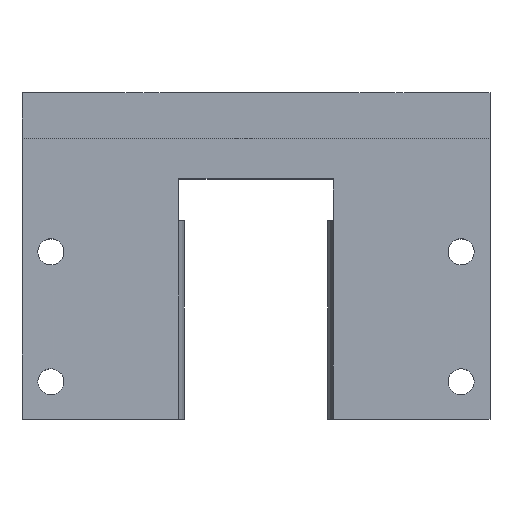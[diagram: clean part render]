
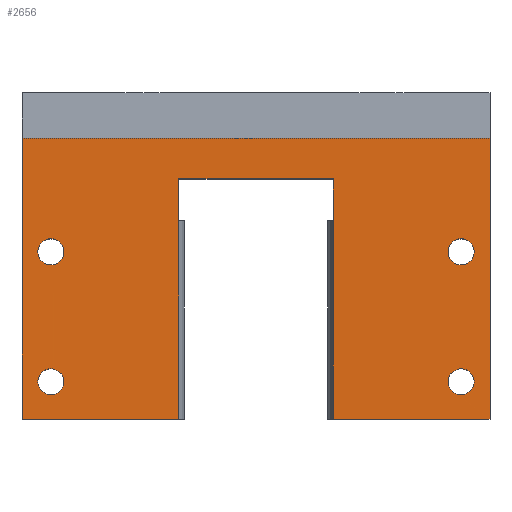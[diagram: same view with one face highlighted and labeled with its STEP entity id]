
A CAD part, top view. The second image highlights one B-rep face of the part: STEP entity #2656.
In plain terms, the highlighted planar face has unit normal (0, 0, 1).
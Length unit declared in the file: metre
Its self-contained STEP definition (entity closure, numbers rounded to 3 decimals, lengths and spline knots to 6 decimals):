
#74=B_SPLINE_CURVE_WITH_KNOTS('',3,(#3696,#3697,#3698,#3699,#3700,#3701,
#3702),.UNSPECIFIED.,.F.,.F.,(4,1,1,1,4),(0.,0.25,0.5,0.75,1.),
 .UNSPECIFIED.);
#75=B_SPLINE_CURVE_WITH_KNOTS('',3,(#3706,#3707,#3708,#3709,#3710,#3711,
#3712),.UNSPECIFIED.,.F.,.F.,(4,1,1,1,4),(0.,0.25,0.5,0.75,1.),
 .UNSPECIFIED.);
#152=CIRCLE('',#2824,0.0017);
#153=CIRCLE('',#2825,0.0017);
#154=CIRCLE('',#2826,0.0017);
#155=CIRCLE('',#2827,0.0017);
#235=ORIENTED_EDGE('',*,*,#1041,.F.);
#236=ORIENTED_EDGE('',*,*,#1042,.T.);
#237=ORIENTED_EDGE('',*,*,#1040,.T.);
#238=ORIENTED_EDGE('',*,*,#1043,.F.);
#239=ORIENTED_EDGE('',*,*,#1044,.T.);
#240=ORIENTED_EDGE('',*,*,#1045,.T.);
#241=ORIENTED_EDGE('',*,*,#1046,.T.);
#242=ORIENTED_EDGE('',*,*,#1047,.F.);
#243=ORIENTED_EDGE('',*,*,#1048,.T.);
#244=ORIENTED_EDGE('',*,*,#1049,.T.);
#245=ORIENTED_EDGE('',*,*,#1050,.F.);
#246=ORIENTED_EDGE('',*,*,#1051,.T.);
#247=ORIENTED_EDGE('',*,*,#1052,.T.);
#248=ORIENTED_EDGE('',*,*,#1053,.F.);
#249=ORIENTED_EDGE('',*,*,#1054,.F.);
#250=ORIENTED_EDGE('',*,*,#1055,.T.);
#1040=EDGE_CURVE('',#1430,#1443,#1709,.T.);
#1041=EDGE_CURVE('',#1444,#1445,#1710,.T.);
#1042=EDGE_CURVE('',#1444,#1430,#1711,.T.);
#1043=EDGE_CURVE('',#1446,#1443,#1712,.T.);
#1044=EDGE_CURVE('',#1446,#1447,#1713,.T.);
#1045=EDGE_CURVE('',#1447,#1448,#1714,.T.);
#1046=EDGE_CURVE('',#1448,#1449,#1715,.T.);
#1047=EDGE_CURVE('',#1450,#1449,#1716,.T.);
#1048=EDGE_CURVE('',#1450,#1451,#1717,.T.);
#1049=EDGE_CURVE('',#1451,#1445,#1718,.T.);
#1050=EDGE_CURVE('',#1452,#1453,#74,.F.);
#1051=EDGE_CURVE('',#1452,#1453,#152,.F.);
#1052=EDGE_CURVE('',#1454,#1455,#75,.T.);
#1053=EDGE_CURVE('',#1454,#1455,#153,.F.);
#1054=EDGE_CURVE('',#1456,#1456,#154,.F.);
#1055=EDGE_CURVE('',#1457,#1457,#155,.F.);
#1430=VERTEX_POINT('',#3650);
#1443=VERTEX_POINT('',#3676);
#1444=VERTEX_POINT('',#3680);
#1445=VERTEX_POINT('',#3681);
#1446=VERTEX_POINT('',#3684);
#1447=VERTEX_POINT('',#3686);
#1448=VERTEX_POINT('',#3688);
#1449=VERTEX_POINT('',#3690);
#1450=VERTEX_POINT('',#3692);
#1451=VERTEX_POINT('',#3694);
#1452=VERTEX_POINT('',#3703);
#1453=VERTEX_POINT('',#3704);
#1454=VERTEX_POINT('',#3713);
#1455=VERTEX_POINT('',#3714);
#1456=VERTEX_POINT('',#3717);
#1457=VERTEX_POINT('',#3719);
#1709=LINE('',#3677,#1980);
#1710=LINE('',#3679,#1981);
#1711=LINE('',#3682,#1982);
#1712=LINE('',#3683,#1983);
#1713=LINE('',#3685,#1984);
#1714=LINE('',#3687,#1985);
#1715=LINE('',#3689,#1986);
#1716=LINE('',#3691,#1987);
#1717=LINE('',#3693,#1988);
#1718=LINE('',#3695,#1989);
#1980=VECTOR('',#3033,1.);
#1981=VECTOR('',#3036,1.);
#1982=VECTOR('',#3037,1.);
#1983=VECTOR('',#3038,1.);
#1984=VECTOR('',#3039,1.);
#1985=VECTOR('',#3040,1.);
#1986=VECTOR('',#3041,1.);
#1987=VECTOR('',#3042,1.);
#1988=VECTOR('',#3043,1.);
#1989=VECTOR('',#3044,1.);
#2234=EDGE_LOOP('',(#235,#236,#237,#238,#239,#240,#241,#242,#243,#244));
#2235=EDGE_LOOP('',(#245,#246));
#2236=EDGE_LOOP('',(#247,#248));
#2237=EDGE_LOOP('',(#249));
#2238=EDGE_LOOP('',(#250));
#2403=FACE_BOUND('',#2234,.T.);
#2404=FACE_BOUND('',#2235,.T.);
#2405=FACE_BOUND('',#2236,.T.);
#2406=FACE_BOUND('',#2237,.T.);
#2407=FACE_BOUND('',#2238,.T.);
#2572=PLANE('',#2823);
#2656=ADVANCED_FACE('',(#2403,#2404,#2405,#2406,#2407),#2572,.T.);
#2823=AXIS2_PLACEMENT_3D('',#3678,#3034,#3035);
#2824=AXIS2_PLACEMENT_3D('',#3705,#3045,#3046);
#2825=AXIS2_PLACEMENT_3D('',#3715,#3047,#3048);
#2826=AXIS2_PLACEMENT_3D('',#3716,#3049,#3050);
#2827=AXIS2_PLACEMENT_3D('',#3718,#3051,#3052);
#3033=DIRECTION('',(1.,0.,0.));
#3034=DIRECTION('',(0.,0.,1.));
#3035=DIRECTION('',(-1.,0.,0.));
#3036=DIRECTION('',(1.,0.,0.));
#3037=DIRECTION('',(0.,-1.,0.));
#3038=DIRECTION('',(0.,-1.,0.));
#3039=DIRECTION('',(-1.,0.,0.));
#3040=DIRECTION('',(0.,-1.,0.));
#3041=DIRECTION('',(1.,0.,0.));
#3042=DIRECTION('',(0.,-1.,0.));
#3043=DIRECTION('',(1.,0.,0.));
#3044=DIRECTION('',(0.,-1.,0.));
#3045=DIRECTION('',(0.,0.,1.));
#3046=DIRECTION('',(0.,-1.,0.));
#3047=DIRECTION('',(0.,0.,-1.));
#3048=DIRECTION('',(0.,-1.,0.));
#3049=DIRECTION('',(0.,0.,-1.));
#3050=DIRECTION('',(0.,-1.,0.));
#3051=DIRECTION('',(0.,0.,1.));
#3052=DIRECTION('',(0.,-1.,0.));
#3650=CARTESIAN_POINT('',(-0.005531,-0.067053,-0.031999));
#3676=CARTESIAN_POINT('',(0.015,-0.067053,-0.031999));
#3677=CARTESIAN_POINT('',(0.,-0.067053,-0.031999));
#3678=CARTESIAN_POINT('',(0.,-0.041053,-0.031999));
#3679=CARTESIAN_POINT('',(-0.015598,-0.0396,-0.031999));
#3680=CARTESIAN_POINT('',(-0.005531,-0.0396,-0.031999));
#3681=CARTESIAN_POINT('',(-0.0055,-0.0396,-0.031999));
#3682=CARTESIAN_POINT('',(-0.005531,-0.039598,-0.031999));
#3683=CARTESIAN_POINT('',(0.015,-0.041053,-0.031999));
#3684=CARTESIAN_POINT('',(0.015,-0.0303,-0.031999));
#3685=CARTESIAN_POINT('',(-0.0193,-0.0303,-0.031999));
#3686=CARTESIAN_POINT('',(-0.046226,-0.0303,-0.031999));
#3687=CARTESIAN_POINT('',(-0.046226,-0.041053,-0.031999));
#3688=CARTESIAN_POINT('',(-0.046226,-0.067053,-0.031999));
#3689=CARTESIAN_POINT('',(0.,-0.067053,-0.031999));
#3690=CARTESIAN_POINT('',(-0.025695,-0.067053,-0.031999));
#3691=CARTESIAN_POINT('',(-0.025695,-0.039598,-0.031999));
#3692=CARTESIAN_POINT('',(-0.025695,-0.0356,-0.031999));
#3693=CARTESIAN_POINT('',(-0.015598,-0.0356,-0.031999));
#3694=CARTESIAN_POINT('',(-0.0055,-0.0356,-0.031999));
#3695=CARTESIAN_POINT('',(-0.0055,-0.0356,-0.031999));
#3696=CARTESIAN_POINT('',(0.010745,-0.060519,-0.031999));
#3697=CARTESIAN_POINT('',(0.011259,-0.060368,-0.031999));
#3698=CARTESIAN_POINT('',(0.012395,-0.06058,-0.031999));
#3699=CARTESIAN_POINT('',(0.013189,-0.062149,-0.031999));
#3700=CARTESIAN_POINT('',(0.012398,-0.06372,-0.031999));
#3701=CARTESIAN_POINT('',(0.011254,-0.06393,-0.031999));
#3702=CARTESIAN_POINT('',(0.010746,-0.063781,-0.031999));
#3703=CARTESIAN_POINT('',(0.010746,-0.063781,-0.031999));
#3704=CARTESIAN_POINT('',(0.010745,-0.060519,-0.031999));
#3705=CARTESIAN_POINT('',(0.011225,-0.06215,-0.031999));
#3706=CARTESIAN_POINT('',(-0.041972,-0.063781,-0.031999));
#3707=CARTESIAN_POINT('',(-0.042486,-0.063932,-0.031999));
#3708=CARTESIAN_POINT('',(-0.043622,-0.063719,-0.031999));
#3709=CARTESIAN_POINT('',(-0.044415,-0.06215,-0.031999));
#3710=CARTESIAN_POINT('',(-0.043623,-0.060579,-0.031999));
#3711=CARTESIAN_POINT('',(-0.042479,-0.06037,-0.031999));
#3712=CARTESIAN_POINT('',(-0.041971,-0.060519,-0.031999));
#3713=CARTESIAN_POINT('',(-0.041972,-0.063781,-0.031999));
#3714=CARTESIAN_POINT('',(-0.041971,-0.060519,-0.031999));
#3715=CARTESIAN_POINT('',(-0.042451,-0.06215,-0.031999));
#3716=CARTESIAN_POINT('',(-0.042451,-0.04515,-0.031999));
#3717=CARTESIAN_POINT('',(-0.042451,-0.04685,-0.031999));
#3718=CARTESIAN_POINT('',(0.011225,-0.04515,-0.031999));
#3719=CARTESIAN_POINT('',(0.011225,-0.04685,-0.031999));
